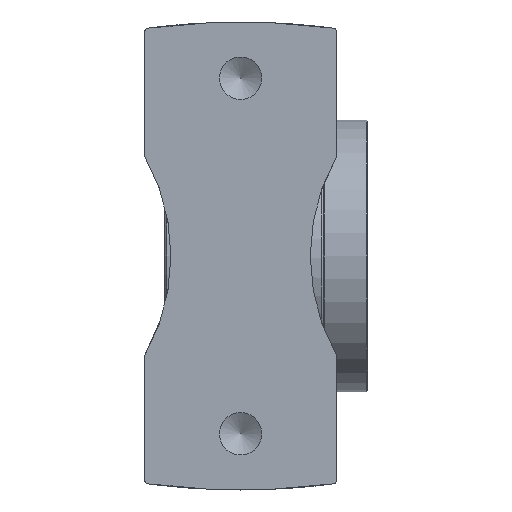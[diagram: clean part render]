
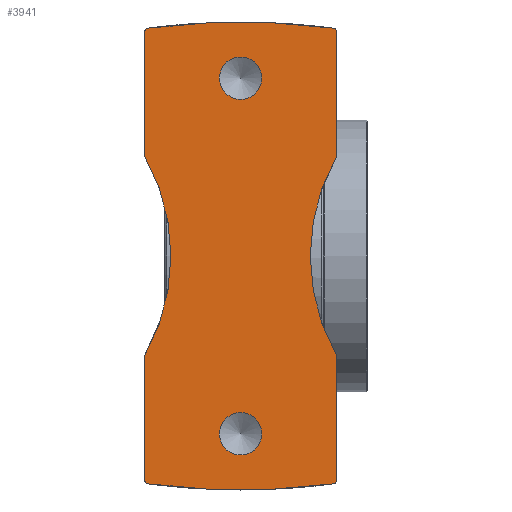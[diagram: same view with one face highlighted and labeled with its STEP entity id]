
A CAD part, front view. The second image highlights one B-rep face of the part: STEP entity #3941.
In plain terms, the highlighted face is planar.
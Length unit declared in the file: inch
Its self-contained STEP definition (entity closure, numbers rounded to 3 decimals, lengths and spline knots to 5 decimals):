
#1013=PLANE('',#4186);
#1056=CIRCLE('',#4118,0.2085);
#1058=CIRCLE('',#4122,0.2085);
#1063=CIRCLE('',#4128,6.9071);
#1067=CIRCLE('',#4137,6.9071);
#1075=CIRCLE('',#4152,0.035);
#1080=CIRCLE('',#4162,0.035);
#1081=CIRCLE('',#4164,2.);
#1087=CIRCLE('',#4175,0.035);
#1092=CIRCLE('',#4184,0.035);
#1093=CIRCLE('',#4187,2.);
#1226=VECTOR('',#4539,1.);
#1238=VECTOR('',#4610,1.);
#1384=LINE('',#7073,#1226);
#1396=LINE('',#7461,#1238);
#1548=VERTEX_POINT('',#5412);
#1551=VERTEX_POINT('',#5419);
#1564=VERTEX_POINT('',#6162);
#1565=VERTEX_POINT('',#6164);
#1573=VERTEX_POINT('',#6275);
#1574=VERTEX_POINT('',#6277);
#1589=VERTEX_POINT('',#7068);
#1590=VERTEX_POINT('',#7072);
#1595=VERTEX_POINT('',#7101);
#1602=VERTEX_POINT('',#7383);
#1603=VERTEX_POINT('',#7385);
#1608=VERTEX_POINT('',#7440);
#1609=VERTEX_POINT('',#7441);
#1612=VERTEX_POINT('',#7458);
#1974=EDGE_CURVE('',#1548,#1548,#1056,.T.);
#1976=EDGE_CURVE('',#1551,#1551,#1058,.T.);
#1994=EDGE_CURVE('',#1565,#1564,#1063,.T.);
#2008=EDGE_CURVE('',#1574,#1573,#1067,.T.);
#2033=EDGE_CURVE('',#1589,#1573,#1075,.T.);
#2035=EDGE_CURVE('',#1589,#1590,#1384,.T.);
#2043=EDGE_CURVE('',#1574,#1595,#1080,.T.);
#2052=EDGE_CURVE('',#1603,#1602,#1081,.T.);
#2064=EDGE_CURVE('',#1609,#1608,#1384,.T.);
#2066=EDGE_CURVE('',#1565,#1608,#1087,.T.);
#2074=EDGE_CURVE('',#1612,#1564,#1092,.T.);
#2075=EDGE_CURVE('',#1603,#1612,#1396,.T.);
#2076=EDGE_CURVE('',#1590,#1609,#1093,.T.);
#2077=EDGE_CURVE('',#1595,#1602,#1396,.T.);
#2646=ORIENTED_EDGE('',*,*,#1974,.T.);
#2647=ORIENTED_EDGE('',*,*,#1976,.T.);
#2648=ORIENTED_EDGE('',*,*,#2033,.F.);
#2649=ORIENTED_EDGE('',*,*,#2035,.T.);
#2650=ORIENTED_EDGE('',*,*,#2076,.T.);
#2651=ORIENTED_EDGE('',*,*,#2064,.T.);
#2652=ORIENTED_EDGE('',*,*,#2066,.F.);
#2653=ORIENTED_EDGE('',*,*,#1994,.T.);
#2654=ORIENTED_EDGE('',*,*,#2074,.F.);
#2655=ORIENTED_EDGE('',*,*,#2075,.F.);
#2656=ORIENTED_EDGE('',*,*,#2052,.T.);
#2657=ORIENTED_EDGE('',*,*,#2077,.F.);
#2658=ORIENTED_EDGE('',*,*,#2043,.F.);
#2659=ORIENTED_EDGE('',*,*,#2008,.T.);
#3439=EDGE_LOOP('',(#2646));
#3440=EDGE_LOOP('',(#2647));
#3441=EDGE_LOOP('',(#2648,#2649,#2650,#2651,#2652,#2653,#2654,#2655,#2656,
#2657,#2658,#2659));
#3689=FACE_BOUND('',#3439,.T.);
#3690=FACE_BOUND('',#3440,.T.);
#3691=FACE_BOUND('',#3441,.T.);
#3941=ADVANCED_FACE('',(#3689,#3690,#3691),#1013,.F.);
#4118=AXIS2_PLACEMENT_3D('',#5411,#4464,#4465);
#4122=AXIS2_PLACEMENT_3D('',#5418,#4472,#4473);
#4128=AXIS2_PLACEMENT_3D('',#6163,#4485,#4486);
#4137=AXIS2_PLACEMENT_3D('',#6276,#4503,#4504);
#4152=AXIS2_PLACEMENT_3D('',#7069,#4535,#4536);
#4162=AXIS2_PLACEMENT_3D('',#7100,#4557,#4558);
#4164=AXIS2_PLACEMENT_3D('',#7384,#4563,#4564);
#4175=AXIS2_PLACEMENT_3D('',#7444,#4587,#4588);
#4184=AXIS2_PLACEMENT_3D('',#7459,#4607,#4608);
#4186=AXIS2_PLACEMENT_3D('',#7462,#4611,$);
#4187=AXIS2_PLACEMENT_3D('',#7463,#4612,#4613);
#4464=DIRECTION('',(0.,0.,1.));
#4465=DIRECTION('',(0.209,0.,0.));
#4472=DIRECTION('',(0.,0.,1.));
#4473=DIRECTION('',(0.209,0.,0.));
#4485=DIRECTION('',(0.,0.,-1.));
#4486=DIRECTION('',(6.907,0.,0.));
#4503=DIRECTION('',(0.,0.,-1.));
#4504=DIRECTION('',(-6.907,0.,0.));
#4535=DIRECTION('',(0.,0.,1.));
#4536=DIRECTION('',(0.026,0.023,0.));
#4539=DIRECTION('',(0.,-1.,0.));
#4557=DIRECTION('',(0.,0.,1.));
#4558=DIRECTION('',(-0.026,0.023,0.));
#4563=DIRECTION('',(0.,0.,1.));
#4564=DIRECTION('',(-2.,0.,0.));
#4587=DIRECTION('',(0.,0.,1.));
#4588=DIRECTION('',(0.026,-0.023,0.));
#4607=DIRECTION('',(0.,0.,1.));
#4608=DIRECTION('',(-0.026,-0.023,0.));
#4610=DIRECTION('',(0.,-1.,0.));
#4611=DIRECTION('',(0.,0.,1.));
#4612=DIRECTION('',(0.,0.,1.));
#4613=DIRECTION('',(2.,0.,0.));
#5411=CARTESIAN_POINT('',(0.,-1.75,0.));
#5412=CARTESIAN_POINT('',(0.2085,-1.75,0.));
#5418=CARTESIAN_POINT('',(0.,1.75,0.));
#5419=CARTESIAN_POINT('',(0.2085,1.75,0.));
#6162=CARTESIAN_POINT('',(-0.91452,-2.24234,0.));
#6163=CARTESIAN_POINT('',(0.,4.60395,0.));
#6164=CARTESIAN_POINT('',(0.91452,-2.24234,0.));
#6275=CARTESIAN_POINT('',(0.91452,2.24234,0.));
#6276=CARTESIAN_POINT('',(0.,-4.60395,0.));
#6277=CARTESIAN_POINT('',(-0.91452,2.24234,0.));
#7068=CARTESIAN_POINT('',(0.94488,2.20765,0.));
#7069=CARTESIAN_POINT('',(0.90988,2.20765,0.));
#7072=CARTESIAN_POINT('',(0.94488,0.98425,0.));
#7073=CARTESIAN_POINT('',(0.94488,2.23822,0.));
#7100=CARTESIAN_POINT('',(-0.90988,2.20765,0.));
#7101=CARTESIAN_POINT('',(-0.94488,2.20765,0.));
#7383=CARTESIAN_POINT('',(-0.94488,0.98425,0.));
#7384=CARTESIAN_POINT('',(-2.68593,0.,0.));
#7385=CARTESIAN_POINT('',(-0.94488,-0.98425,0.));
#7440=CARTESIAN_POINT('',(0.94488,-2.20765,0.));
#7441=CARTESIAN_POINT('',(0.94488,-0.98425,0.));
#7444=CARTESIAN_POINT('',(0.90988,-2.20765,0.));
#7458=CARTESIAN_POINT('',(-0.94488,-2.20765,0.));
#7459=CARTESIAN_POINT('',(-0.90988,-2.20765,0.));
#7461=CARTESIAN_POINT('',(-0.94488,2.23822,0.));
#7462=CARTESIAN_POINT('',(0.46777,1.13746,0.));
#7463=CARTESIAN_POINT('',(2.68593,0.,0.));
